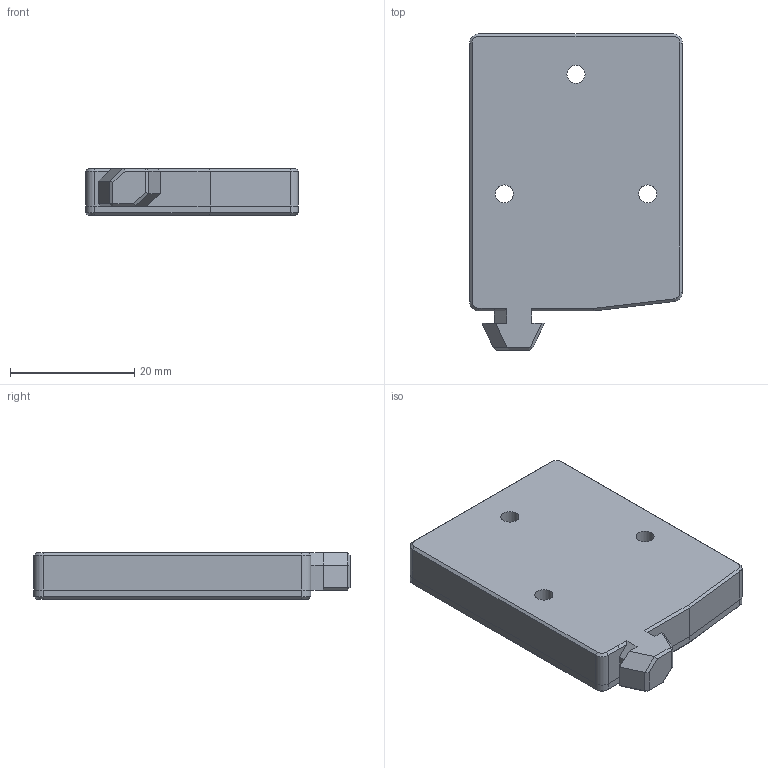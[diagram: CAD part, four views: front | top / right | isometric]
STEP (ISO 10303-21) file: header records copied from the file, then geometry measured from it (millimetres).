
FILE_DESCRIPTION(('FreeCAD Model'),'2;1');
FILE_NAME('Open CASCADE Shape Model','2024-11-14T14:50:31',(''),(''), 'Open CASCADE STEP processor 7.6','FreeCAD','Unknown');
FILE_SCHEMA(('AUTOMOTIVE_DESIGN { 1 0 10303 214 1 1 1 1 }'));
Length unit declared in the file: millimetre
Products named in the file (2): Nitehark_Base; Nitehark_Base-Body
Assembly tree (1 placements, depth 2):
  Nitehark_Base
    Nitehark_Base-Body
Bounding box: 34.2 x 50.8 x 7.5 mm (x, y, z)
Volume: 7745.5 mm3; surface area: 5009.8 mm2
Topology: 1 solids, 1 shells, 111 faces, 255 edges, 150 vertices
Faces by surface type: plane 67, cone 22, cylinder 22
Full cylindrical faces by diameter (mm): 2.9 x3, 5.85 x3
Entity records: 3099 total; most frequent: DIRECTION 539, CARTESIAN_POINT 518, ORIENTED_EDGE 510, EDGE_CURVE 255, LINE 197, VECTOR 197, AXIS2_PLACEMENT_3D 171, VERTEX_POINT 150
